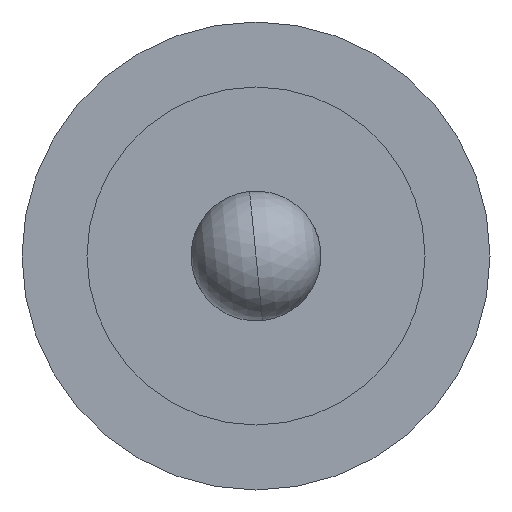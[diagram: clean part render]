
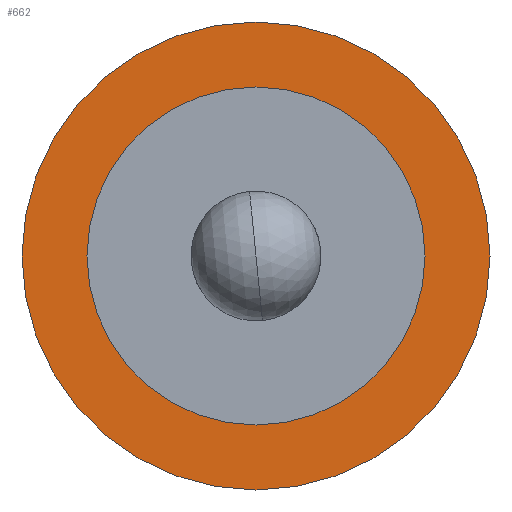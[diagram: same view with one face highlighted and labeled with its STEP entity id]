
A CAD part, left-side view. The second image highlights one B-rep face of the part: STEP entity #662.
In plain terms, the highlighted planar face has unit normal (-1, 0, 0).
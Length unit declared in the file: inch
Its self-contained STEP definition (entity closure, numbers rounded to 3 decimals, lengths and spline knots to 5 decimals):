
#40 = DIRECTION ( 'NONE',  ( 0., 0., 1. ) ) ;
#42 = DIRECTION ( 'NONE',  ( 0., 0., 1. ) ) ;
#54 = CIRCLE ( 'NONE', #327, 0.026 ) ;
#78 = VERTEX_POINT ( 'NONE', #391 ) ;
#105 = DIRECTION ( 'NONE',  ( -1., 0., 0. ) ) ;
#108 = DIRECTION ( 'NONE',  ( 0., 0., -1. ) ) ;
#128 = ORIENTED_EDGE ( 'NONE', *, *, #250, .T. ) ;
#135 = AXIS2_PLACEMENT_3D ( 'NONE', #589, #643, #544 ) ;
#172 = CIRCLE ( 'NONE', #235, 0.026 ) ;
#206 = CIRCLE ( 'NONE', #482, 0.036 ) ;
#214 = DIRECTION ( 'NONE',  ( -1., 0., 0. ) ) ;
#235 = AXIS2_PLACEMENT_3D ( 'NONE', #374, #428, #431 ) ;
#236 = AXIS2_PLACEMENT_3D ( 'NONE', #308, #314, #40 ) ;
#250 = EDGE_CURVE ( 'NONE', #555, #649, #450, .T. ) ;
#282 = FACE_BOUND ( 'NONE', #309, .T. ) ;
#286 = CARTESIAN_POINT ( 'NONE',  ( 0., 0., 0.036 ) ) ;
#304 = CARTESIAN_POINT ( 'NONE',  ( 0., 0., -0.026 ) ) ;
#308 = CARTESIAN_POINT ( 'NONE',  ( 0., 0., 0. ) ) ;
#309 = EDGE_LOOP ( 'NONE', ( #407, #599 ) ) ;
#314 = DIRECTION ( 'NONE',  ( -1., 0., 0. ) ) ;
#327 = AXIS2_PLACEMENT_3D ( 'NONE', #478, #105, #108 ) ;
#374 = CARTESIAN_POINT ( 'NONE',  ( 0., 0., 0. ) ) ;
#377 = CARTESIAN_POINT ( 'NONE',  ( 0., 0., 0. ) ) ;
#391 = CARTESIAN_POINT ( 'NONE',  ( 0., 0., 0.026 ) ) ;
#407 = ORIENTED_EDGE ( 'NONE', *, *, #616, .F. ) ;
#428 = DIRECTION ( 'NONE',  ( -1., 0., 0. ) ) ;
#431 = DIRECTION ( 'NONE',  ( 0., 0., -1. ) ) ;
#438 = VERTEX_POINT ( 'NONE', #304 ) ;
#450 = CIRCLE ( 'NONE', #236, 0.036 ) ;
#456 = EDGE_CURVE ( 'NONE', #649, #555, #206, .T. ) ;
#478 = CARTESIAN_POINT ( 'NONE',  ( 0., 0., 0. ) ) ;
#482 = AXIS2_PLACEMENT_3D ( 'NONE', #377, #214, #42 ) ;
#514 = EDGE_CURVE ( 'NONE', #78, #438, #172, .T. ) ;
#517 = CARTESIAN_POINT ( 'NONE',  ( 0., 0., -0.036 ) ) ;
#544 = DIRECTION ( 'NONE',  ( 0., 0., -1. ) ) ;
#555 = VERTEX_POINT ( 'NONE', #517 ) ;
#589 = CARTESIAN_POINT ( 'NONE',  ( 0., 0., 0. ) ) ;
#592 = PLANE ( 'NONE',  #135 ) ;
#599 = ORIENTED_EDGE ( 'NONE', *, *, #514, .F. ) ;
#616 = EDGE_CURVE ( 'NONE', #438, #78, #54, .T. ) ;
#643 = DIRECTION ( 'NONE',  ( 1., 0., 0. ) ) ;
#649 = VERTEX_POINT ( 'NONE', #286 ) ;
#653 = FACE_OUTER_BOUND ( 'NONE', #658, .T. ) ;
#658 = EDGE_LOOP ( 'NONE', ( #681, #128 ) ) ;
#662 = ADVANCED_FACE ( 'NONE', ( #282, #653 ), #592, .F. ) ;
#681 = ORIENTED_EDGE ( 'NONE', *, *, #456, .T. ) ;
